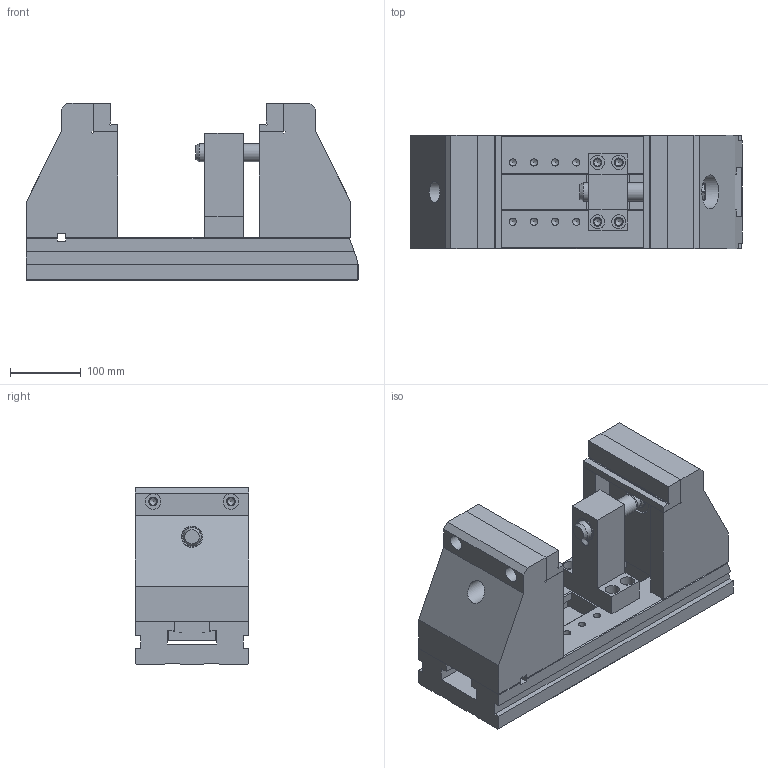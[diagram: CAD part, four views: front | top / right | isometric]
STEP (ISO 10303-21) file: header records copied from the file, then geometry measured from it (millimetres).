
FILE_DESCRIPTION(/* description */ (''),/* implementation_level */ '2;1');
FILE_NAME(/* name */ '25_160_Mordaza.stp',/* time_stamp */ '2013-07-22T07:36:06+02:00',/* author */ (''),/* organization */ (''),/* preprocessor_version */ 'ST-DEVELOPER v11',/* originating_system */ 'SIEMENS PLM Software NX 7.5',/* authorisation */ '');
FILE_SCHEMA (('AUTOMOTIVE_DESIGN { 1 0 10303 214 1 1 1 1 }'));
Length unit declared in the file: millimetre
Products named in the file (1): 25_160_Mordaza
Bounding box: 470 x 160 x 251 mm (x, y, z)
Volume: 9270277.1 mm3; surface area: 803922.3 mm2
Topology: 18 solids, 18 shells, 382 faces, 965 edges, 644 vertices
Faces by surface type: plane 205, cylinder 116, cone 50, torus 6, sphere 5
Full cylindrical faces by diameter (mm): 5.188 x1, 10 x1, 10.25 x22, 10.5 x4, 12 x6, 12.5 x16, 15 x6, 19 x8, 20 x4, 20.4 x1, 21.25 x1, 22 x8, 23 x3, 26 x6, 28 x1, 30 x4, 33.8 x1, 34 x2, 42 x3, 44 x1, 45 x1, 47.05 x1, 48 x1
Entity records: 12829 total; most frequent: DIRECTION 1713, CARTESIAN_POINT 1705, ORIENTED_EDGE 1398, EDGE_CURVE 699, AXIS2_PLACEMENT_3D 638, EDGE_LOOP 628, VERTEX_POINT 580, FACE_BOUND 521
